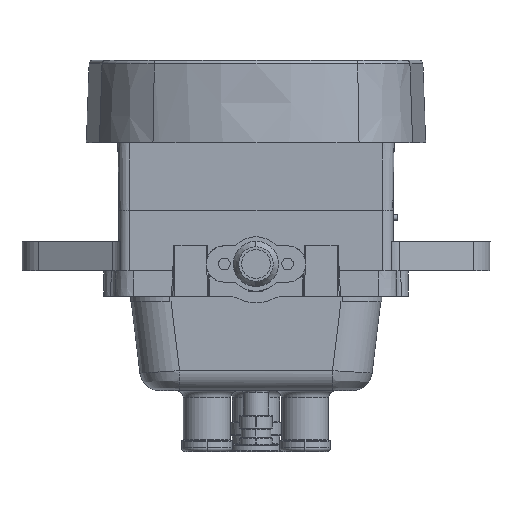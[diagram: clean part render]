
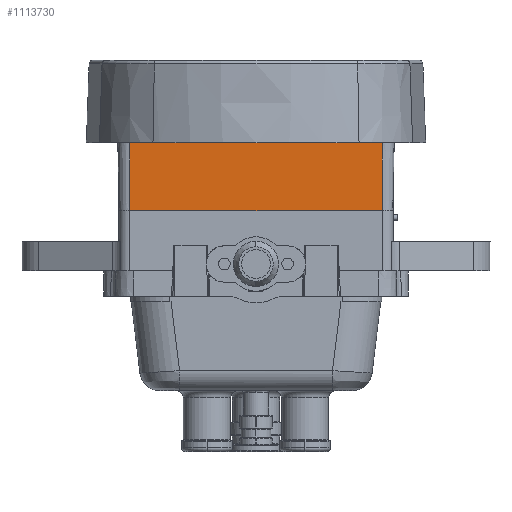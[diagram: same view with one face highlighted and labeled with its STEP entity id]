
A CAD part, front view. The second image highlights one B-rep face of the part: STEP entity #1113730.
In plain terms, the highlighted planar face has unit normal (0, -1, -0.018).
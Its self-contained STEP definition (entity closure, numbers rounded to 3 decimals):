
#791970=CARTESIAN_POINT('',(72.582,-17.543,
-22.7));
#791980=VERTEX_POINT('',#791970);
#791990=CARTESIAN_POINT('',(19.456,-17.543,
-22.7));
#792000=VERTEX_POINT('',#791990);
#792920=CARTESIAN_POINT('',(80.787,-17.543,
-22.7));
#792930=VERTEX_POINT('',#792920);
#792960=CARTESIAN_POINT('',(46.019,-17.543,
-22.7));
#792970=DIRECTION('',(1.,0.,0.));
#792980=VECTOR('',#792970,1.);
#792990=LINE('',#792960,#792980);
#793000=EDGE_CURVE('',#791980,#792930,#792990,.T.);
#793150=CARTESIAN_POINT('',(11.251,-17.543,
-22.7));
#793160=VERTEX_POINT('',#793150);
#793290=CARTESIAN_POINT('',(46.019,-17.543,
-22.7));
#793300=DIRECTION('',(-1.,0.,0.));
#793310=VECTOR('',#793300,1.);
#793320=LINE('',#793290,#793310);
#793330=EDGE_CURVE('',#792000,#793160,#793320,.T.);
#801740=CARTESIAN_POINT('',(11.251,-17.216,
-41.4));
#801750=VERTEX_POINT('',#801740);
#1091820=CARTESIAN_POINT('',(79.369,-17.216,
-41.4));
#1091830=DIRECTION('',(1.,0.,0.));
#1091840=VECTOR('',#1091830,1.);
#1091850=LINE('',#1091820,#1091840);
#1091860=CARTESIAN_POINT('',(80.787,-17.216,
-41.4));
#1091870=VERTEX_POINT('',#1091860);
#1091880=EDGE_CURVE('',#801750,#1091870,#1091850,.T.);
#1104150=CARTESIAN_POINT('',(11.251,-17.216,
-41.4));
#1104160=DIRECTION('',(0.,-0.017,
1.));
#1104170=VECTOR('',#1104160,1.);
#1104180=LINE('',#1104150,#1104170);
#1104190=EDGE_CURVE('',#801750,#793160,#1104180,.T.);
#1107730=CARTESIAN_POINT('',(63.646,-17.904,
-2.));
#1107740=VERTEX_POINT('',#1107730);
#1108620=CARTESIAN_POINT('',(64.992,-17.543,
-22.7));
#1108630=VERTEX_POINT('',#1108620);
#1108660=CARTESIAN_POINT('',(65.004,-17.539,
-22.9));
#1108670=CARTESIAN_POINT('',(64.987,-17.544,
-22.629));
#1108680=CARTESIAN_POINT('',(64.971,-17.549,
-22.359));
#1108690=CARTESIAN_POINT('',(64.751,-17.61,
-18.865));
#1108700=CARTESIAN_POINT('',(64.546,-17.666,
-15.642));
#1108710=CARTESIAN_POINT('',(64.127,-17.778,
-9.195));
#1108720=CARTESIAN_POINT('',(63.914,-17.835,
-5.972));
#1108730=CARTESIAN_POINT('',(63.675,-17.897,
-2.433));
#1108740=CARTESIAN_POINT('',(63.654,-17.902,
-2.117));
#1108750=CARTESIAN_POINT('',(63.633,-17.908,
-1.8));
#1108760=B_SPLINE_CURVE_WITH_KNOTS('',3,(#1108660,#1108670,#1108680,
#1108690,#1108700,#1108710,#1108720,#1108730,#1108740,#1108750),
.UNSPECIFIED.,.F.,.F.,(4,2,2,2,4),(67.023,67.836,
77.527,87.219,88.17),.UNSPECIFIED.);
#1108770=EDGE_CURVE('',#1108630,#1107740,#1108760,.T.);
#1108890=CARTESIAN_POINT('',(46.019,-17.543,
-22.7));
#1108900=DIRECTION('',(1.,0.,0.));
#1108910=VECTOR('',#1108900,1.);
#1108920=LINE('',#1108890,#1108910);
#1108930=EDGE_CURVE('',#1108630,#791980,#1108920,.T.);
#1111660=CARTESIAN_POINT('',(27.046,-17.543,
-22.7));
#1111670=VERTEX_POINT('',#1111660);
#1111700=EDGE_CURVE('',#792000,#1111670,#792990,.T.);
#1113120=CARTESIAN_POINT('',(28.392,-17.904,
-2.));
#1113130=VERTEX_POINT('',#1113120);
#1113160=CARTESIAN_POINT('',(28.406,-17.908,
-1.8));
#1113170=CARTESIAN_POINT('',(28.384,-17.902,
-2.116));
#1113180=CARTESIAN_POINT('',(28.363,-17.897,
-2.432));
#1113190=CARTESIAN_POINT('',(28.124,-17.835,
-5.971));
#1113200=CARTESIAN_POINT('',(27.911,-17.779,
-9.194));
#1113210=CARTESIAN_POINT('',(27.492,-17.666,
-15.641));
#1113220=CARTESIAN_POINT('',(27.287,-17.61,
-18.864));
#1113230=CARTESIAN_POINT('',(27.068,-17.549,
-22.358));
#1113240=CARTESIAN_POINT('',(27.051,-17.544,
-22.629));
#1113250=CARTESIAN_POINT('',(27.034,-17.539,
-22.9));
#1113260=B_SPLINE_CURVE_WITH_KNOTS('',3,(#1113160,#1113170,#1113180,
#1113190,#1113200,#1113210,#1113220,#1113230,#1113240,#1113250),
.UNSPECIFIED.,.F.,.F.,(4,2,2,2,4),(66.893,67.843,
77.535,87.226,88.04),.UNSPECIFIED.);
#1113270=EDGE_CURVE('',#1113130,#1111670,#1113260,.T.);
#1113420=CARTESIAN_POINT('',(46.019,-17.904,
-2.));
#1113430=DIRECTION('',(1.,0.,0.));
#1113440=VECTOR('',#1113430,1.);
#1113450=LINE('',#1113420,#1113440);
#1113460=EDGE_CURVE('',#1113130,#1107740,#1113450,.T.);
#1113510=CARTESIAN_POINT('',(46.019,-17.216,
-41.4));
#1113520=DIRECTION('',(0.,-1.,
-0.017));
#1113530=DIRECTION('',(-1.,0.,0.));
#1113540=AXIS2_PLACEMENT_3D('',#1113510,#1113520,#1113530);
#1113550=PLANE('',#1113540);
#1113560=ORIENTED_EDGE('',*,*,#1104190,.F.);
#1113570=ORIENTED_EDGE('',*,*,#793330,.T.);
#1113580=ORIENTED_EDGE('',*,*,#1111700,.F.);
#1113590=ORIENTED_EDGE('',*,*,#1113270,.T.);
#1113600=ORIENTED_EDGE('',*,*,#1113460,.F.);
#1113610=ORIENTED_EDGE('',*,*,#1108770,.T.);
#1113620=ORIENTED_EDGE('',*,*,#1108930,.F.);
#1113630=ORIENTED_EDGE('',*,*,#793000,.F.);
#1113640=CARTESIAN_POINT('',(80.787,-17.216,
-41.4));
#1113650=DIRECTION('',(0.,-0.017,
1.));
#1113660=VECTOR('',#1113650,1.);
#1113670=LINE('',#1113640,#1113660);
#1113680=EDGE_CURVE('',#1091870,#792930,#1113670,.T.);
#1113690=ORIENTED_EDGE('',*,*,#1113680,.T.);
#1113700=ORIENTED_EDGE('',*,*,#1091880,.T.);
#1113710=EDGE_LOOP('',(#1113700,#1113690,#1113630,#1113620,#1113610,
#1113600,#1113590,#1113580,#1113570,#1113560));
#1113720=FACE_OUTER_BOUND('',#1113710,.T.);
#1113730=ADVANCED_FACE('',(#1113720),#1113550,.T.);
